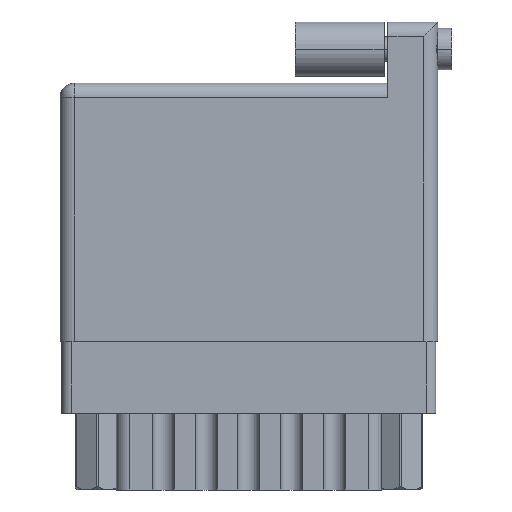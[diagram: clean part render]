
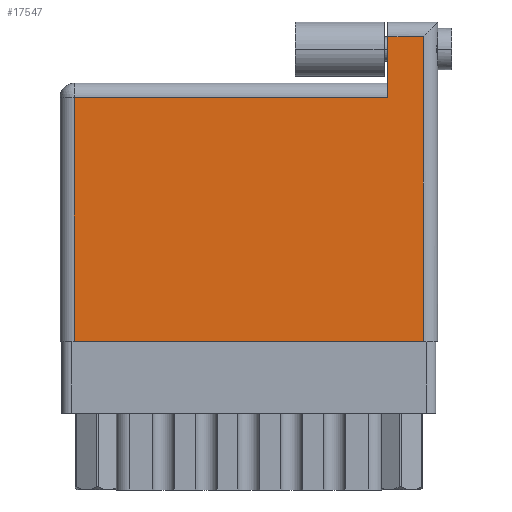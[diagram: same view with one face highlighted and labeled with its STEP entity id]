
A CAD part, front view. The second image highlights one B-rep face of the part: STEP entity #17547.
In plain terms, the highlighted face is planar.
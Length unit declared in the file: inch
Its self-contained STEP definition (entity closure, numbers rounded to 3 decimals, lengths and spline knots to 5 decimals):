
#865 = VERTEX_POINT ( 'NONE', #30241 ) ;
#1421 = ORIENTED_EDGE ( 'NONE', *, *, #20149, .T. ) ;
#2850 = VERTEX_POINT ( 'NONE', #9426 ) ;
#3883 = CARTESIAN_POINT ( 'NONE',  ( 0., 0., 0. ) ) ;
#3897 = VERTEX_POINT ( 'NONE', #34161 ) ;
#6608 = DIRECTION ( 'NONE',  ( 0., -1., 0. ) ) ;
#6679 = DIRECTION ( 'NONE',  ( 1., 0., 0. ) ) ;
#7228 = VECTOR ( 'NONE', #23707, 39.37008 ) ;
#7711 = LINE ( 'NONE', #33863, #7228 ) ;
#7753 = LINE ( 'NONE', #17777, #14004 ) ;
#8733 = LINE ( 'NONE', #8905, #33647 ) ;
#8905 = CARTESIAN_POINT ( 'NONE',  ( 0.05, 0., 0. ) ) ;
#9426 = CARTESIAN_POINT ( 'NONE',  ( 1.15, 1.07, 0. ) ) ;
#10061 = ORIENTED_EDGE ( 'NONE', *, *, #28174, .T. ) ;
#10144 = FACE_OUTER_BOUND ( 'NONE', #30890, .T. ) ;
#10166 = DIRECTION ( 'NONE',  ( 0., 1., 0. ) ) ;
#10275 = LINE ( 'NONE', #10446, #33043 ) ;
#10446 = CARTESIAN_POINT ( 'NONE',  ( 1.15, 1.12, 0. ) ) ;
#14004 = VECTOR ( 'NONE', #25861, 39.37008 ) ;
#14954 = CARTESIAN_POINT ( 'NONE',  ( 1.275, 1.07, 0. ) ) ;
#15964 = ORIENTED_EDGE ( 'NONE', *, *, #33502, .T. ) ;
#16468 = PLANE ( 'NONE',  #30586 ) ;
#16814 = DIRECTION ( 'NONE',  ( 0., 0., -1. ) ) ;
#17234 = LINE ( 'NONE', #3883, #25244 ) ;
#17547 = ADVANCED_FACE ( 'NONE', ( #10144 ), #16468, .F. ) ;
#17777 = CARTESIAN_POINT ( 'NONE',  ( 0., 0.856, 0. ) ) ;
#19428 = DIRECTION ( 'NONE',  ( -1., 0., 0. ) ) ;
#19498 = VERTEX_POINT ( 'NONE', #32294 ) ;
#19775 = EDGE_CURVE ( 'NONE', #19498, #24614, #34368, .T. ) ;
#20035 = CARTESIAN_POINT ( 'NONE',  ( 1.15, 0.856, 0. ) ) ;
#20149 = EDGE_CURVE ( 'NONE', #3897, #865, #8733, .T. ) ;
#21487 = EDGE_CURVE ( 'NONE', #24612, #3897, #7753, .T. ) ;
#22605 = ORIENTED_EDGE ( 'NONE', *, *, #21487, .T. ) ;
#23707 = DIRECTION ( 'NONE',  ( -1., 0., 0. ) ) ;
#24112 = VECTOR ( 'NONE', #10166, 39.37008 ) ;
#24279 = ORIENTED_EDGE ( 'NONE', *, *, #19775, .T. ) ;
#24506 = CARTESIAN_POINT ( 'NONE',  ( 0., 0.906, 0. ) ) ;
#24612 = VERTEX_POINT ( 'NONE', #20035 ) ;
#24614 = VERTEX_POINT ( 'NONE', #14954 ) ;
#25244 = VECTOR ( 'NONE', #6679, 39.37008 ) ;
#25861 = DIRECTION ( 'NONE',  ( -1., 0., 0. ) ) ;
#28174 = EDGE_CURVE ( 'NONE', #2850, #24612, #10275, .T. ) ;
#28346 = EDGE_CURVE ( 'NONE', #865, #19498, #17234, .T. ) ;
#30241 = CARTESIAN_POINT ( 'NONE',  ( 0.05, 0., 0. ) ) ;
#30586 = AXIS2_PLACEMENT_3D ( 'NONE', #24506, #16814, #19428 ) ;
#30890 = EDGE_LOOP ( 'NONE', ( #33664, #24279, #15964, #10061, #22605, #1421 ) ) ;
#32294 = CARTESIAN_POINT ( 'NONE',  ( 1.275, 0., 0. ) ) ;
#33043 = VECTOR ( 'NONE', #34311, 39.37008 ) ;
#33502 = EDGE_CURVE ( 'NONE', #24614, #2850, #7711, .T. ) ;
#33647 = VECTOR ( 'NONE', #6608, 39.37008 ) ;
#33664 = ORIENTED_EDGE ( 'NONE', *, *, #28346, .T. ) ;
#33846 = CARTESIAN_POINT ( 'NONE',  ( 1.275, 1.12, 0. ) ) ;
#33863 = CARTESIAN_POINT ( 'NONE',  ( 0., 1.07, 0. ) ) ;
#34161 = CARTESIAN_POINT ( 'NONE',  ( 0.05, 0.856, 0. ) ) ;
#34311 = DIRECTION ( 'NONE',  ( 0., -1., 0. ) ) ;
#34368 = LINE ( 'NONE', #33846, #24112 ) ;
